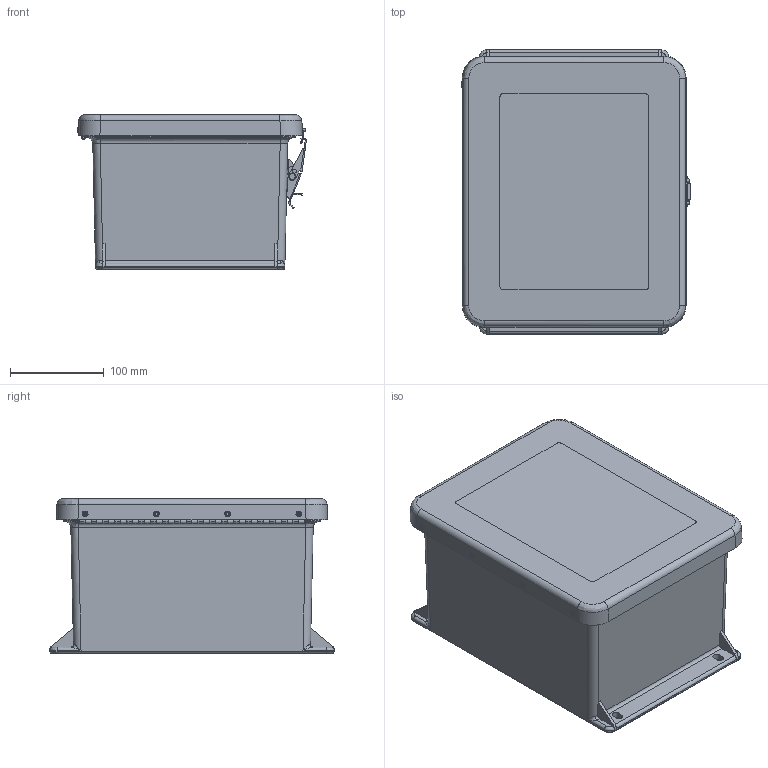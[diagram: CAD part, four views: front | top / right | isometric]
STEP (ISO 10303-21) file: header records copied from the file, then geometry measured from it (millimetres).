
FILE_DESCRIPTION (( 'STEP AP214' ), '1' );
FILE_NAME ('MW100806HPL.STEP', '2018-11-07T11:34:48', ( '' ), ( '' ), 'SwSTEP 2.0', 'SolidWorks 2018', '' );
FILE_SCHEMA (( 'AUTOMOTIVE_DESIGN' ));
Length unit declared in the file: inch
Products named in the file (1): MW100806HPL
Bounding box: 244.77 x 303.94 x 165.07 mm (x, y, z)
Volume: 1380214.5 mm3; surface area: 683350.6 mm2
Topology: 37 solids, 37 shells, 1199 faces, 2987 edges, 1894 vertices
Faces by surface type: cylinder 466, plane 465, bspline 180, cone 72, torus 16
Full cylindrical faces by diameter (mm): 2.159 x39, 2.64 x12, 3.048 x1, 3.175 x12, 3.302 x2, 3.327 x8, 3.429 x9, 3.556 x14, 3.861 x12, 4.039 x12, 4.306 x2, 6.858 x12, 7.62 x2, 7.95 x2, 9.525 x5
Entity records: 60776 total; most frequent: CARTESIAN_POINT 17762, ORIENTED_EDGE 5578, DIRECTION 5145, EDGE_CURVE 2789, VERTEX_POINT 1868, AXIS2_PLACEMENT_3D 1856, EDGE_LOOP 1601, VECTOR 1433
